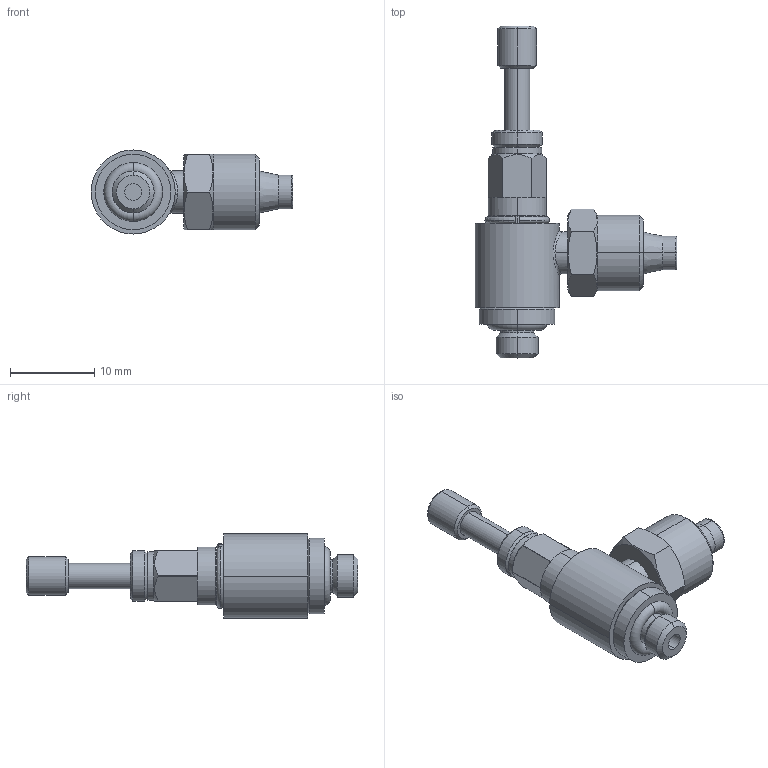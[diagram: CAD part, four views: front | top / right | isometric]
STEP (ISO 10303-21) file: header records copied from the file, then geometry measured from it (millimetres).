
FILE_DESCRIPTION (( 'STEP AP203' ), '1' );
FILE_NAME ('04320C30.STEP', '2010-04-21T14:01:40', ( '' ), ( 'sopra-pneumatic' ), 'SwSTEP 2.0', 'SolidWorks 2009', '' );
FILE_SCHEMA (( 'CONFIG_CONTROL_DESIGN' ));
Length unit declared in the file: millimetre
Products named in the file (1): 04320C30
Bounding box: 24 x 39.5 x 10 mm (x, y, z)
Volume: 2090.9 mm3; surface area: 1584.4 mm2
Topology: 2 solids, 4 shells, 119 faces, 254 edges, 156 vertices
Faces by surface type: plane 38, cylinder 37, cone 36, torus 6, bspline 2
Entity records: 4204 total; most frequent: CARTESIAN_POINT 1546, DIRECTION 568, ORIENTED_EDGE 508, EDGE_CURVE 254, AXIS2_PLACEMENT_3D 239, VERTEX_POINT 156, EDGE_LOOP 132, CIRCLE 121
